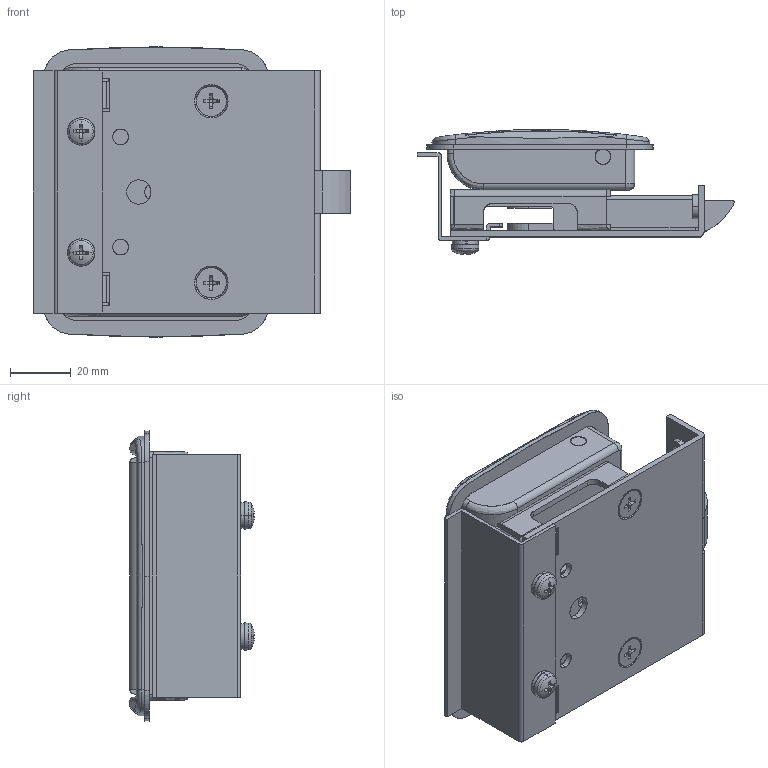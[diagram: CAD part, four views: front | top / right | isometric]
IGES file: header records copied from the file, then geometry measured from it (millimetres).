
Start section: SolidWorks IGES file using analytic representation for surfaces
Global section: file name: A-1151R-12-2.IGS,15; native system: HSolidWorks 2014; preprocessor: SolidWorks 2014; author: 1337yo; date: 180619.155130; units: millimetre
Bounding box: 104.8 x 41.26 x 96 mm (x, y, z)
Surface area: 81594.4 mm2 (no closed solid volume)
Topology: 0 solids, 0 shells, 657 faces, 7889 edges, 7887 vertices
Faces by surface type: bspline 371, revolution 286
